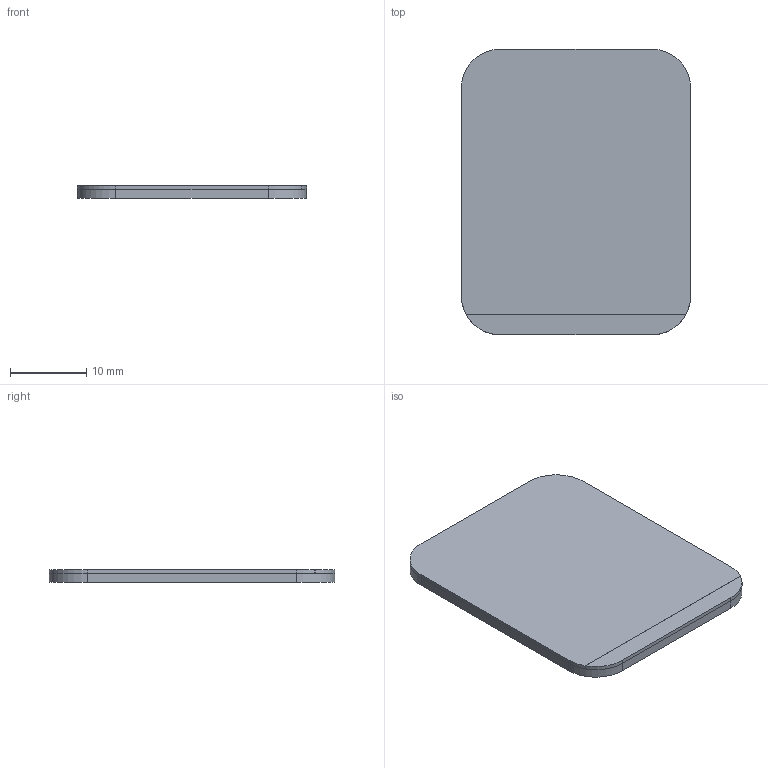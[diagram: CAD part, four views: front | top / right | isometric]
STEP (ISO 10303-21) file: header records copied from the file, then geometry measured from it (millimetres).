
FILE_DESCRIPTION(/* description */ (''),/* implementation_level */ '2;1');
FILE_NAME(/* name */ '1.69 inch 240x280 v1.step',/* time_stamp */ '2022-09-26T17:04:46+09:00',/* author */ (''),/* organization */ (''),/* preprocessor_version */ 'ST-DEVELOPER v19',/* originating_system */ 'Autodesk Translation Framework v11.7.0.108',/* authorisation */ '');
FILE_SCHEMA (('AUTOMOTIVE_DESIGN { 1 0 10303 214 3 1 1 }'));
Length unit declared in the file: millimetre
Products named in the file (4): 1.69 inch 240x280; LED Plate; glass; driverstrip
Assembly tree (3 placements, depth 2):
  1.69 inch 240x280
    LED Plate
    glass
    driverstrip
Bounding box: 30.07 x 37.43 x 1.7 mm (x, y, z)
Volume: 1876.5 mm3; surface area: 4658.4 mm2
Topology: 3 solids, 3 shells, 26 faces, 60 edges, 40 vertices
Faces by surface type: plane 16, cylinder 10
Entity records: 882 total; most frequent: DIRECTION 146, CARTESIAN_POINT 133, ORIENTED_EDGE 120, EDGE_CURVE 60, AXIS2_PLACEMENT_3D 53, LINE 40, VECTOR 40, VERTEX_POINT 40
